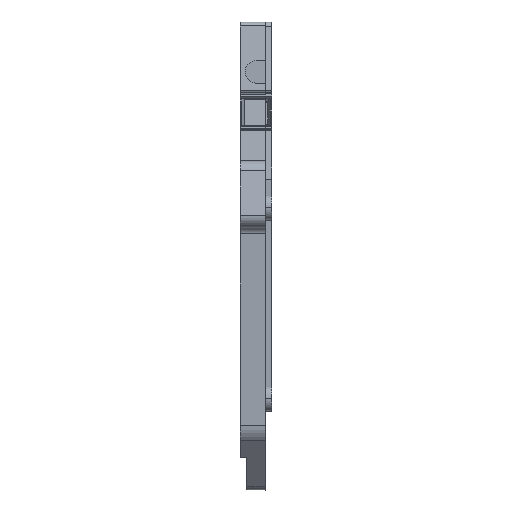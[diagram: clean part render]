
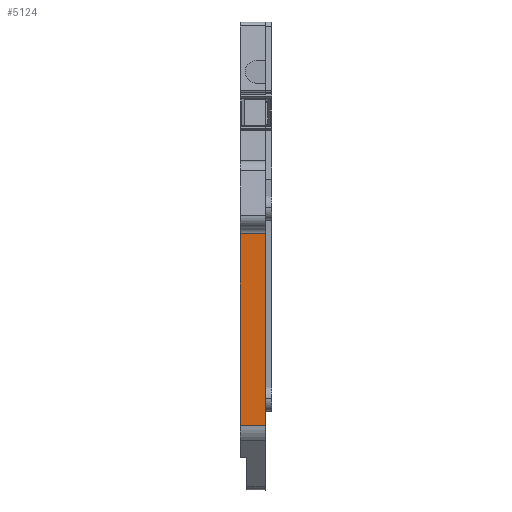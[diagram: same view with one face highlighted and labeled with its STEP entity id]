
A CAD part, front view. The second image highlights one B-rep face of the part: STEP entity #5124.
In plain terms, the highlighted planar face has unit normal (0, -0.998, -0.058).
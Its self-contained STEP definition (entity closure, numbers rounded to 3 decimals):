
#5111=AXIS2_PLACEMENT_3D('Plane Axis2P3D',#5108,#5109,#5110) ;
#460=CARTESIAN_POINT('Vertex',(4.,2.773,40.986)) ;
#463=CARTESIAN_POINT('Line Origine',(4.,3.658,25.647)) ;
#467=CARTESIAN_POINT('Vertex',(4.,4.543,10.308)) ;
#2052=CARTESIAN_POINT('Vertex',(0.,4.543,10.308)) ;
#2055=CARTESIAN_POINT('Line Origine',(0.,3.658,25.647)) ;
#2059=CARTESIAN_POINT('Vertex',(0.,2.773,40.986)) ;
#5096=CARTESIAN_POINT('Line Origine',(2.55,2.773,40.986)) ;
#5108=CARTESIAN_POINT('Axis2P3D Location',(0.,2.773,40.986)) ;
#5113=CARTESIAN_POINT('Line Origine',(2.,4.543,10.308)) ;
#464=DIRECTION('Vector Direction',(0.,0.058,-0.998)) ;
#2056=DIRECTION('Vector Direction',(0.,0.058,-0.998)) ;
#5097=DIRECTION('Vector Direction',(1.,0.,0.)) ;
#5109=DIRECTION('Axis2P3D Direction',(0.,-0.998,-0.058)) ;
#5110=DIRECTION('Axis2P3D XDirection',(0.,0.058,-0.998)) ;
#5114=DIRECTION('Vector Direction',(1.,0.,0.)) ;
#465=VECTOR('Line Direction',#464,1.) ;
#2057=VECTOR('Line Direction',#2056,1.) ;
#5098=VECTOR('Line Direction',#5097,1.) ;
#5115=VECTOR('Line Direction',#5114,1.) ;
#5119=ORIENTED_EDGE('',*,*,#5100,.F.) ;
#5120=ORIENTED_EDGE('',*,*,#2061,.F.) ;
#5121=ORIENTED_EDGE('',*,*,#5117,.T.) ;
#5122=ORIENTED_EDGE('',*,*,#469,.F.) ;
#5124=ADVANCED_FACE('21830_ARGH WTA1',(#5123),#5112,.T.) ;
#469=EDGE_CURVE('',#461,#468,#466,.T.) ;
#2061=EDGE_CURVE('',#2053,#2060,#2058,.F.) ;
#5100=EDGE_CURVE('',#2060,#461,#5099,.T.) ;
#5117=EDGE_CURVE('',#2053,#468,#5116,.T.) ;
#5118=EDGE_LOOP('',(#5119,#5120,#5121,#5122)) ;
#5123=FACE_OUTER_BOUND('',#5118,.T.) ;
#466=LINE('Line',#463,#465) ;
#2058=LINE('Line',#2055,#2057) ;
#5099=LINE('Line',#5096,#5098) ;
#5116=LINE('Line',#5113,#5115) ;
#5112=PLANE('',#5111) ;
#461=VERTEX_POINT('',#460) ;
#468=VERTEX_POINT('',#467) ;
#2053=VERTEX_POINT('',#2052) ;
#2060=VERTEX_POINT('',#2059) ;
